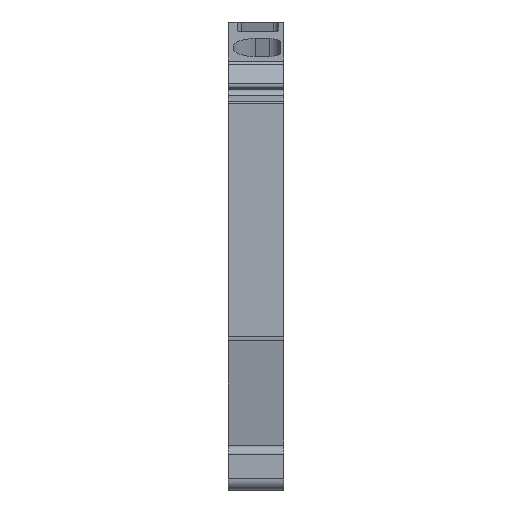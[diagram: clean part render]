
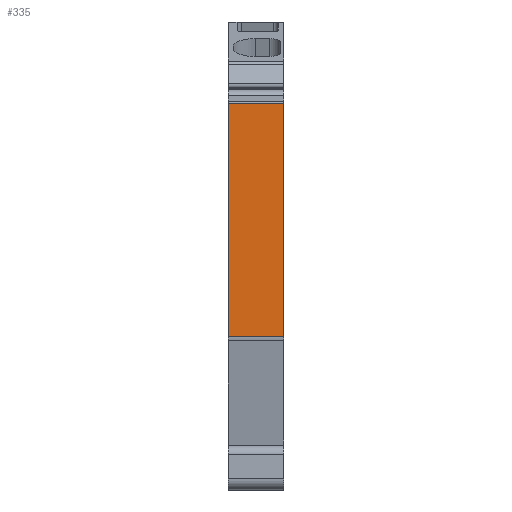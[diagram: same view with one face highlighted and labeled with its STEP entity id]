
A CAD part, left-side view. The second image highlights one B-rep face of the part: STEP entity #335.
In plain terms, the highlighted planar face has unit normal (-1, 0, 0).
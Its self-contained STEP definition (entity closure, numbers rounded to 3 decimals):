
#335 = ADVANCED_FACE( '', ( #734 ), #735, .F. );
#734 = FACE_OUTER_BOUND( '', #1191, .T. );
#735 = PLANE( '', #1192 );
#1191 = EDGE_LOOP( '', ( #2188, #2189, #2190, #2191 ) );
#1192 = AXIS2_PLACEMENT_3D( '', #2192, #2193, #2194 );
#2188 = ORIENTED_EDGE( '', *, *, #3271, .T. );
#2189 = ORIENTED_EDGE( '', *, *, #3224, .F. );
#2190 = ORIENTED_EDGE( '', *, *, #3025, .F. );
#2191 = ORIENTED_EDGE( '', *, *, #3272, .T. );
#2192 = CARTESIAN_POINT( '', ( -26.5, 5., -7.213 ) );
#2193 = DIRECTION( '', ( 1., 0., 0. ) );
#2194 = DIRECTION( '', ( 0., 0., -1. ) );
#3025 = EDGE_CURVE( '', #3731, #3733, #3734, .T. );
#3224 = EDGE_CURVE( '', #3733, #4041, #4043, .T. );
#3271 = EDGE_CURVE( '', #4104, #4041, #4105, .T. );
#3272 = EDGE_CURVE( '', #3731, #4104, #4106, .T. );
#3731 = VERTEX_POINT( '', #4691 );
#3733 = VERTEX_POINT( '', #4693 );
#3734 = LINE( '', #4694, #4695 );
#4041 = VERTEX_POINT( '', #5112 );
#4043 = LINE( '', #5114, #5115 );
#4104 = VERTEX_POINT( '', #5197 );
#4105 = LINE( '', #5198, #5199 );
#4106 = LINE( '', #5200, #5201 );
#4691 = CARTESIAN_POINT( '', ( -26.5, 5., -7.213 ) );
#4693 = CARTESIAN_POINT( '', ( -26.5, 5., 13.709 ) );
#4694 = CARTESIAN_POINT( '', ( -26.5, 5., -7.213 ) );
#4695 = VECTOR( '', #5704, 1000. );
#5112 = CARTESIAN_POINT( '', ( -26.5, 0., 13.709 ) );
#5114 = CARTESIAN_POINT( '', ( -26.5, 5., 13.709 ) );
#5115 = VECTOR( '', #5974, 1000. );
#5197 = CARTESIAN_POINT( '', ( -26.5, 0., -7.213 ) );
#5198 = CARTESIAN_POINT( '', ( -26.5, 0., -7.213 ) );
#5199 = VECTOR( '', #6023, 1000. );
#5200 = CARTESIAN_POINT( '', ( -26.5, 5., -7.213 ) );
#5201 = VECTOR( '', #6024, 1000. );
#5704 = DIRECTION( '', ( 0., 0., 1. ) );
#5974 = DIRECTION( '', ( 0., -1., 0. ) );
#6023 = DIRECTION( '', ( 0., 0., 1. ) );
#6024 = DIRECTION( '', ( 0., -1., 0. ) );
